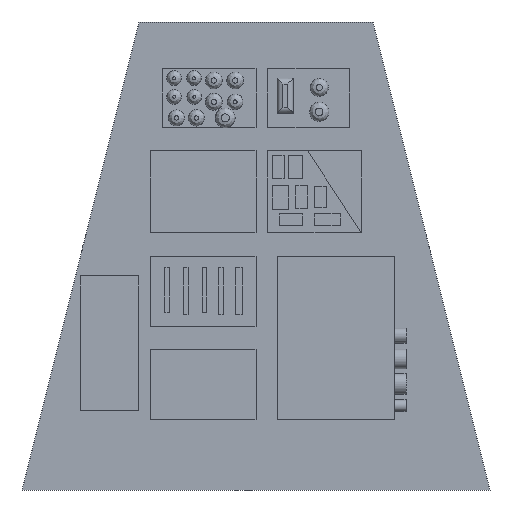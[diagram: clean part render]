
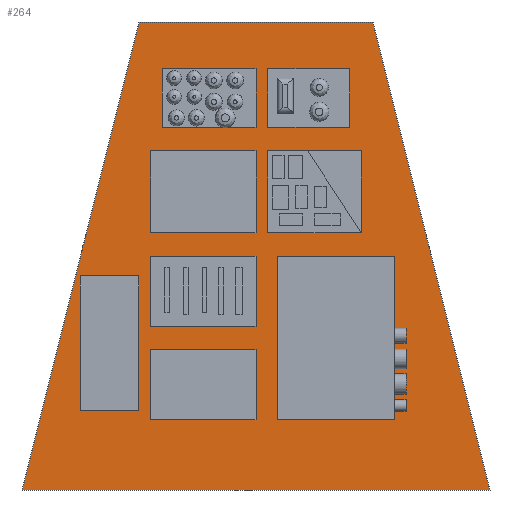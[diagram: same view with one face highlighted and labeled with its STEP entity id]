
A CAD part, front view. The second image highlights one B-rep face of the part: STEP entity #264.
In plain terms, the highlighted planar face has unit normal (0, -1, 0).
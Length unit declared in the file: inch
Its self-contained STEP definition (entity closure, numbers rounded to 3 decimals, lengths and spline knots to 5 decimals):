
#264=ADVANCED_FACE('',(#587,#588,#589,#590,#591,#592,#593,#594,#595),#435,
 .F.);
#435=PLANE('',#2725);
#587=FACE_BOUND('',#699,.T.);
#588=FACE_BOUND('',#700,.T.);
#589=FACE_BOUND('',#701,.T.);
#590=FACE_BOUND('',#702,.T.);
#591=FACE_BOUND('',#703,.T.);
#592=FACE_BOUND('',#704,.T.);
#593=FACE_BOUND('',#705,.T.);
#594=FACE_BOUND('',#706,.T.);
#595=FACE_BOUND('',#707,.T.);
#699=EDGE_LOOP('',(#972,#973,#974,#975));
#700=EDGE_LOOP('',(#976,#977,#978,#979));
#701=EDGE_LOOP('',(#980,#981,#982,#983));
#702=EDGE_LOOP('',(#984,#985,#986,#987));
#703=EDGE_LOOP('',(#988,#989,#990,#991));
#704=EDGE_LOOP('',(#992,#993,#994,#995));
#705=EDGE_LOOP('',(#996,#997,#998,#999));
#706=EDGE_LOOP('',(#1000,#1001,#1002,#1003));
#707=EDGE_LOOP('',(#1004,#1005,#1006,#1007));
#972=ORIENTED_EDGE('',*,*,#1875,.F.);
#973=ORIENTED_EDGE('',*,*,#1876,.F.);
#974=ORIENTED_EDGE('',*,*,#1877,.F.);
#975=ORIENTED_EDGE('',*,*,#1878,.F.);
#976=ORIENTED_EDGE('',*,*,#1879,.F.);
#977=ORIENTED_EDGE('',*,*,#1880,.F.);
#978=ORIENTED_EDGE('',*,*,#1881,.F.);
#979=ORIENTED_EDGE('',*,*,#1882,.F.);
#980=ORIENTED_EDGE('',*,*,#1883,.F.);
#981=ORIENTED_EDGE('',*,*,#1884,.F.);
#982=ORIENTED_EDGE('',*,*,#1885,.F.);
#983=ORIENTED_EDGE('',*,*,#1886,.F.);
#984=ORIENTED_EDGE('',*,*,#1887,.F.);
#985=ORIENTED_EDGE('',*,*,#1888,.F.);
#986=ORIENTED_EDGE('',*,*,#1889,.F.);
#987=ORIENTED_EDGE('',*,*,#1890,.F.);
#988=ORIENTED_EDGE('',*,*,#1891,.T.);
#989=ORIENTED_EDGE('',*,*,#1892,.T.);
#990=ORIENTED_EDGE('',*,*,#1893,.T.);
#991=ORIENTED_EDGE('',*,*,#1894,.T.);
#992=ORIENTED_EDGE('',*,*,#1895,.F.);
#993=ORIENTED_EDGE('',*,*,#1896,.F.);
#994=ORIENTED_EDGE('',*,*,#1897,.F.);
#995=ORIENTED_EDGE('',*,*,#1898,.F.);
#996=ORIENTED_EDGE('',*,*,#1899,.F.);
#997=ORIENTED_EDGE('',*,*,#1900,.F.);
#998=ORIENTED_EDGE('',*,*,#1901,.F.);
#999=ORIENTED_EDGE('',*,*,#1902,.F.);
#1000=ORIENTED_EDGE('',*,*,#1903,.F.);
#1001=ORIENTED_EDGE('',*,*,#1904,.F.);
#1002=ORIENTED_EDGE('',*,*,#1905,.F.);
#1003=ORIENTED_EDGE('',*,*,#1906,.F.);
#1004=ORIENTED_EDGE('',*,*,#1907,.F.);
#1005=ORIENTED_EDGE('',*,*,#1908,.F.);
#1006=ORIENTED_EDGE('',*,*,#1909,.F.);
#1007=ORIENTED_EDGE('',*,*,#1910,.F.);
#1638=VERTEX_POINT('',#3739);
#1639=VERTEX_POINT('',#3740);
#1640=VERTEX_POINT('',#3742);
#1641=VERTEX_POINT('',#3744);
#1642=VERTEX_POINT('',#3747);
#1643=VERTEX_POINT('',#3748);
#1644=VERTEX_POINT('',#3750);
#1645=VERTEX_POINT('',#3752);
#1646=VERTEX_POINT('',#3755);
#1647=VERTEX_POINT('',#3756);
#1648=VERTEX_POINT('',#3758);
#1649=VERTEX_POINT('',#3760);
#1650=VERTEX_POINT('',#3763);
#1651=VERTEX_POINT('',#3764);
#1652=VERTEX_POINT('',#3766);
#1653=VERTEX_POINT('',#3768);
#1654=VERTEX_POINT('',#3771);
#1655=VERTEX_POINT('',#3772);
#1656=VERTEX_POINT('',#3774);
#1657=VERTEX_POINT('',#3776);
#1658=VERTEX_POINT('',#3779);
#1659=VERTEX_POINT('',#3780);
#1660=VERTEX_POINT('',#3782);
#1661=VERTEX_POINT('',#3784);
#1662=VERTEX_POINT('',#3787);
#1663=VERTEX_POINT('',#3788);
#1664=VERTEX_POINT('',#3790);
#1665=VERTEX_POINT('',#3792);
#1666=VERTEX_POINT('',#3795);
#1667=VERTEX_POINT('',#3796);
#1668=VERTEX_POINT('',#3798);
#1669=VERTEX_POINT('',#3800);
#1670=VERTEX_POINT('',#3803);
#1671=VERTEX_POINT('',#3804);
#1672=VERTEX_POINT('',#3806);
#1673=VERTEX_POINT('',#3808);
#1875=EDGE_CURVE('',#1638,#1639,#2195,.T.);
#1876=EDGE_CURVE('',#1640,#1638,#2196,.T.);
#1877=EDGE_CURVE('',#1641,#1640,#2197,.T.);
#1878=EDGE_CURVE('',#1639,#1641,#2198,.T.);
#1879=EDGE_CURVE('',#1642,#1643,#2199,.T.);
#1880=EDGE_CURVE('',#1644,#1642,#2200,.T.);
#1881=EDGE_CURVE('',#1645,#1644,#2201,.T.);
#1882=EDGE_CURVE('',#1643,#1645,#2202,.T.);
#1883=EDGE_CURVE('',#1646,#1647,#2203,.T.);
#1884=EDGE_CURVE('',#1648,#1646,#2204,.T.);
#1885=EDGE_CURVE('',#1649,#1648,#2205,.T.);
#1886=EDGE_CURVE('',#1647,#1649,#2206,.T.);
#1887=EDGE_CURVE('',#1650,#1651,#2207,.T.);
#1888=EDGE_CURVE('',#1652,#1650,#2208,.T.);
#1889=EDGE_CURVE('',#1653,#1652,#2209,.T.);
#1890=EDGE_CURVE('',#1651,#1653,#2210,.T.);
#1891=EDGE_CURVE('',#1654,#1655,#2211,.T.);
#1892=EDGE_CURVE('',#1655,#1656,#2212,.T.);
#1893=EDGE_CURVE('',#1656,#1657,#2213,.T.);
#1894=EDGE_CURVE('',#1657,#1654,#2214,.T.);
#1895=EDGE_CURVE('',#1658,#1659,#2215,.T.);
#1896=EDGE_CURVE('',#1660,#1658,#2216,.T.);
#1897=EDGE_CURVE('',#1661,#1660,#2217,.T.);
#1898=EDGE_CURVE('',#1659,#1661,#2218,.T.);
#1899=EDGE_CURVE('',#1662,#1663,#2219,.T.);
#1900=EDGE_CURVE('',#1664,#1662,#2220,.T.);
#1901=EDGE_CURVE('',#1665,#1664,#2221,.T.);
#1902=EDGE_CURVE('',#1663,#1665,#2222,.T.);
#1903=EDGE_CURVE('',#1666,#1667,#2223,.T.);
#1904=EDGE_CURVE('',#1668,#1666,#2224,.T.);
#1905=EDGE_CURVE('',#1669,#1668,#2225,.T.);
#1906=EDGE_CURVE('',#1667,#1669,#2226,.T.);
#1907=EDGE_CURVE('',#1670,#1671,#2227,.T.);
#1908=EDGE_CURVE('',#1672,#1670,#2228,.T.);
#1909=EDGE_CURVE('',#1673,#1672,#2229,.T.);
#1910=EDGE_CURVE('',#1671,#1673,#2230,.T.);
#2195=LINE('',#3738,#2470);
#2196=LINE('',#3741,#2471);
#2197=LINE('',#3743,#2472);
#2198=LINE('',#3745,#2473);
#2199=LINE('',#3746,#2474);
#2200=LINE('',#3749,#2475);
#2201=LINE('',#3751,#2476);
#2202=LINE('',#3753,#2477);
#2203=LINE('',#3754,#2478);
#2204=LINE('',#3757,#2479);
#2205=LINE('',#3759,#2480);
#2206=LINE('',#3761,#2481);
#2207=LINE('',#3762,#2482);
#2208=LINE('',#3765,#2483);
#2209=LINE('',#3767,#2484);
#2210=LINE('',#3769,#2485);
#2211=LINE('',#3770,#2486);
#2212=LINE('',#3773,#2487);
#2213=LINE('',#3775,#2488);
#2214=LINE('',#3777,#2489);
#2215=LINE('',#3778,#2490);
#2216=LINE('',#3781,#2491);
#2217=LINE('',#3783,#2492);
#2218=LINE('',#3785,#2493);
#2219=LINE('',#3786,#2494);
#2220=LINE('',#3789,#2495);
#2221=LINE('',#3791,#2496);
#2222=LINE('',#3793,#2497);
#2223=LINE('',#3794,#2498);
#2224=LINE('',#3797,#2499);
#2225=LINE('',#3799,#2500);
#2226=LINE('',#3801,#2501);
#2227=LINE('',#3802,#2502);
#2228=LINE('',#3805,#2503);
#2229=LINE('',#3807,#2504);
#2230=LINE('',#3809,#2505);
#2470=VECTOR('',#2996,1.);
#2471=VECTOR('',#2997,1.);
#2472=VECTOR('',#2998,1.);
#2473=VECTOR('',#2999,1.);
#2474=VECTOR('',#3000,1.);
#2475=VECTOR('',#3001,1.);
#2476=VECTOR('',#3002,1.);
#2477=VECTOR('',#3003,1.);
#2478=VECTOR('',#3004,1.);
#2479=VECTOR('',#3005,1.);
#2480=VECTOR('',#3006,1.);
#2481=VECTOR('',#3007,1.);
#2482=VECTOR('',#3008,1.);
#2483=VECTOR('',#3009,1.);
#2484=VECTOR('',#3010,1.);
#2485=VECTOR('',#3011,1.);
#2486=VECTOR('',#3012,1.);
#2487=VECTOR('',#3013,1.);
#2488=VECTOR('',#3014,1.);
#2489=VECTOR('',#3015,1.);
#2490=VECTOR('',#3016,1.);
#2491=VECTOR('',#3017,1.);
#2492=VECTOR('',#3018,1.);
#2493=VECTOR('',#3019,1.);
#2494=VECTOR('',#3020,1.);
#2495=VECTOR('',#3021,1.);
#2496=VECTOR('',#3022,1.);
#2497=VECTOR('',#3023,1.);
#2498=VECTOR('',#3024,1.);
#2499=VECTOR('',#3025,1.);
#2500=VECTOR('',#3026,1.);
#2501=VECTOR('',#3027,1.);
#2502=VECTOR('',#3028,1.);
#2503=VECTOR('',#3029,1.);
#2504=VECTOR('',#3030,1.);
#2505=VECTOR('',#3031,1.);
#2725=AXIS2_PLACEMENT_3D('',#3810,#3032,#3033);
#2996=DIRECTION('',(1.,0.,0.));
#2997=DIRECTION('',(0.,0.,-1.));
#2998=DIRECTION('',(-1.,0.,0.));
#2999=DIRECTION('',(0.,0.,1.));
#3000=DIRECTION('',(1.,0.,0.));
#3001=DIRECTION('',(0.,0.,-1.));
#3002=DIRECTION('',(-1.,0.,0.));
#3003=DIRECTION('',(0.,0.,1.));
#3004=DIRECTION('',(1.,0.,0.));
#3005=DIRECTION('',(0.,0.,-1.));
#3006=DIRECTION('',(-1.,0.,0.));
#3007=DIRECTION('',(0.,0.,1.));
#3008=DIRECTION('',(0.243,0.,0.97));
#3009=DIRECTION('',(-1.,0.,0.));
#3010=DIRECTION('',(0.243,0.,-0.97));
#3011=DIRECTION('',(1.,0.,0.));
#3012=DIRECTION('',(0.,0.,1.));
#3013=DIRECTION('',(1.,0.,0.));
#3014=DIRECTION('',(0.,0.,-1.));
#3015=DIRECTION('',(-1.,0.,0.));
#3016=DIRECTION('',(1.,0.,0.));
#3017=DIRECTION('',(0.,0.,-1.));
#3018=DIRECTION('',(-1.,0.,0.));
#3019=DIRECTION('',(0.,0.,1.));
#3020=DIRECTION('',(1.,0.,0.));
#3021=DIRECTION('',(0.,0.,-1.));
#3022=DIRECTION('',(-1.,0.,0.));
#3023=DIRECTION('',(0.,0.,1.));
#3024=DIRECTION('',(1.,0.,0.));
#3025=DIRECTION('',(0.,0.,-1.));
#3026=DIRECTION('',(-1.,0.,0.));
#3027=DIRECTION('',(0.,0.,1.));
#3028=DIRECTION('',(1.,0.,0.));
#3029=DIRECTION('',(0.,0.,-1.));
#3030=DIRECTION('',(-1.,0.,0.));
#3031=DIRECTION('',(0.,0.,1.));
#3032=DIRECTION('',(0.,1.,0.));
#3033=DIRECTION('',(0.,0.,1.));
#3738=CARTESIAN_POINT('',(10.5,-1.,15.5));
#3739=CARTESIAN_POINT('',(10.5,-1.,15.5));
#3740=CARTESIAN_POINT('',(14.,-1.,15.5));
#3741=CARTESIAN_POINT('',(10.5,-1.,18.));
#3742=CARTESIAN_POINT('',(10.5,-1.,18.));
#3743=CARTESIAN_POINT('',(14.,-1.,18.));
#3744=CARTESIAN_POINT('',(14.,-1.,18.));
#3745=CARTESIAN_POINT('',(14.,-1.,15.5));
#3746=CARTESIAN_POINT('',(6.,-1.,15.5));
#3747=CARTESIAN_POINT('',(6.,-1.,15.5));
#3748=CARTESIAN_POINT('',(10.,-1.,15.5));
#3749=CARTESIAN_POINT('',(6.,-1.,18.));
#3750=CARTESIAN_POINT('',(6.,-1.,18.));
#3751=CARTESIAN_POINT('',(10.,-1.,18.));
#3752=CARTESIAN_POINT('',(10.,-1.,18.));
#3753=CARTESIAN_POINT('',(10.,-1.,15.5));
#3754=CARTESIAN_POINT('',(5.5,-1.,7.));
#3755=CARTESIAN_POINT('',(5.5,-1.,7.));
#3756=CARTESIAN_POINT('',(10.,-1.,7.));
#3757=CARTESIAN_POINT('',(5.5,-1.,10.));
#3758=CARTESIAN_POINT('',(5.5,-1.,10.));
#3759=CARTESIAN_POINT('',(10.,-1.,10.));
#3760=CARTESIAN_POINT('',(10.,-1.,10.));
#3761=CARTESIAN_POINT('',(10.,-1.,7.));
#3762=CARTESIAN_POINT('',(0.,-1.,0.));
#3763=CARTESIAN_POINT('',(0.,-1.,0.));
#3764=CARTESIAN_POINT('',(5.,-1.,20.));
#3765=CARTESIAN_POINT('',(20.,-1.,0.));
#3766=CARTESIAN_POINT('',(20.,-1.,0.));
#3767=CARTESIAN_POINT('',(15.,-1.,20.));
#3768=CARTESIAN_POINT('',(15.,-1.,20.));
#3769=CARTESIAN_POINT('',(5.,-1.,20.));
#3770=CARTESIAN_POINT('',(2.5,-1.,3.40863));
#3771=CARTESIAN_POINT('',(2.5,-1.,3.40863));
#3772=CARTESIAN_POINT('',(2.5,-1.,9.14611));
#3773=CARTESIAN_POINT('',(2.5,-1.,9.14611));
#3774=CARTESIAN_POINT('',(5.,-1.,9.14611));
#3775=CARTESIAN_POINT('',(5.,-1.,9.14611));
#3776=CARTESIAN_POINT('',(5.,-1.,3.40863));
#3777=CARTESIAN_POINT('',(5.,-1.,3.40863));
#3778=CARTESIAN_POINT('',(5.5,-1.,3.));
#3779=CARTESIAN_POINT('',(5.5,-1.,3.));
#3780=CARTESIAN_POINT('',(10.,-1.,3.));
#3781=CARTESIAN_POINT('',(5.5,-1.,6.));
#3782=CARTESIAN_POINT('',(5.5,-1.,6.));
#3783=CARTESIAN_POINT('',(10.,-1.,6.));
#3784=CARTESIAN_POINT('',(10.,-1.,6.));
#3785=CARTESIAN_POINT('',(10.,-1.,3.));
#3786=CARTESIAN_POINT('',(5.5,-1.,11.));
#3787=CARTESIAN_POINT('',(5.5,-1.,11.));
#3788=CARTESIAN_POINT('',(10.,-1.,11.));
#3789=CARTESIAN_POINT('',(5.5,-1.,14.5));
#3790=CARTESIAN_POINT('',(5.5,-1.,14.5));
#3791=CARTESIAN_POINT('',(10.,-1.,14.5));
#3792=CARTESIAN_POINT('',(10.,-1.,14.5));
#3793=CARTESIAN_POINT('',(10.,-1.,11.));
#3794=CARTESIAN_POINT('',(10.5,-1.,11.));
#3795=CARTESIAN_POINT('',(10.5,-1.,11.));
#3796=CARTESIAN_POINT('',(14.5,-1.,11.));
#3797=CARTESIAN_POINT('',(10.5,-1.,14.5));
#3798=CARTESIAN_POINT('',(10.5,-1.,14.5));
#3799=CARTESIAN_POINT('',(14.5,-1.,14.5));
#3800=CARTESIAN_POINT('',(14.5,-1.,14.5));
#3801=CARTESIAN_POINT('',(14.5,-1.,11.));
#3802=CARTESIAN_POINT('',(10.91493,-1.,3.));
#3803=CARTESIAN_POINT('',(10.91493,-1.,3.));
#3804=CARTESIAN_POINT('',(15.91493,-1.,3.));
#3805=CARTESIAN_POINT('',(10.91493,-1.,10.));
#3806=CARTESIAN_POINT('',(10.91493,-1.,10.));
#3807=CARTESIAN_POINT('',(15.91493,-1.,10.));
#3808=CARTESIAN_POINT('',(15.91493,-1.,10.));
#3809=CARTESIAN_POINT('',(15.91493,-1.,3.));
#3810=CARTESIAN_POINT('',(0.,-1.,0.));
